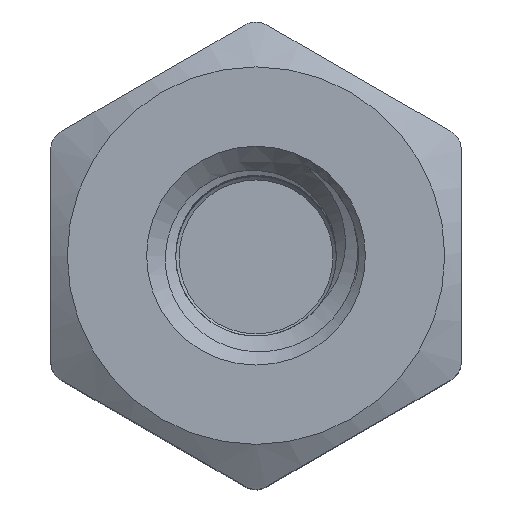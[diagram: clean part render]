
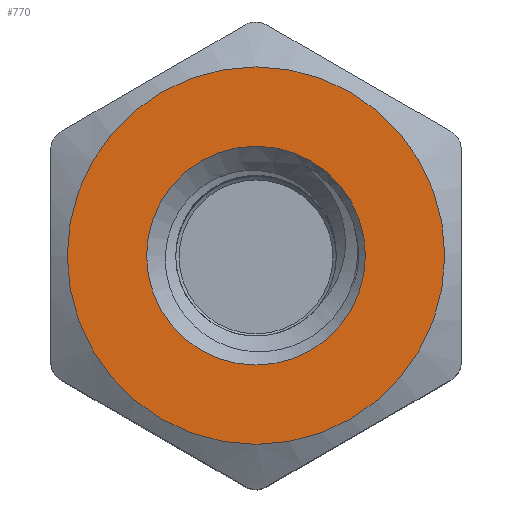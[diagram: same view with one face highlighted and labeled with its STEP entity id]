
A CAD part, top view. The second image highlights one B-rep face of the part: STEP entity #770.
In plain terms, the highlighted planar face has unit normal (0, 0, 1).
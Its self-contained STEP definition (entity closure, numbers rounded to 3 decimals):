
#22=FACE_BOUND('',#129,.T.);
#25=PLANE('',#848);
#82=FACE_OUTER_BOUND('',#128,.T.);
#128=EDGE_LOOP('',(#615));
#129=EDGE_LOOP('',(#616));
#155=CIRCLE('',#826,1.6);
#157=CIRCLE('',#829,2.76);
#319=VERTEX_POINT('',#1972);
#330=VERTEX_POINT('',#2065);
#412=EDGE_CURVE('',#319,#319,#155,.T.);
#424=EDGE_CURVE('',#330,#330,#157,.T.);
#615=ORIENTED_EDGE('',*,*,#424,.T.);
#616=ORIENTED_EDGE('',*,*,#412,.F.);
#770=ADVANCED_FACE('',(#82,#22),#25,.F.);
#826=AXIS2_PLACEMENT_3D('',#1974,#923,#924);
#829=AXIS2_PLACEMENT_3D('',#2067,#930,#931);
#848=AXIS2_PLACEMENT_3D('',#2384,#972,#973);
#923=DIRECTION('center_axis',(0.,0.,1.));
#924=DIRECTION('ref_axis',(1.,0.,0.));
#930=DIRECTION('center_axis',(0.,0.,1.));
#931=DIRECTION('ref_axis',(1.,0.,0.));
#972=DIRECTION('center_axis',(0.,0.,-1.));
#973=DIRECTION('ref_axis',(0.,1.,0.));
#1972=CARTESIAN_POINT('',(-1.6,0.,6.));
#1974=CARTESIAN_POINT('Origin',(0.,0.,6.));
#2065=CARTESIAN_POINT('',(-2.76,0.,6.));
#2067=CARTESIAN_POINT('Origin',(0.,0.,6.));
#2384=CARTESIAN_POINT('Origin',(0.,1.6,6.));
